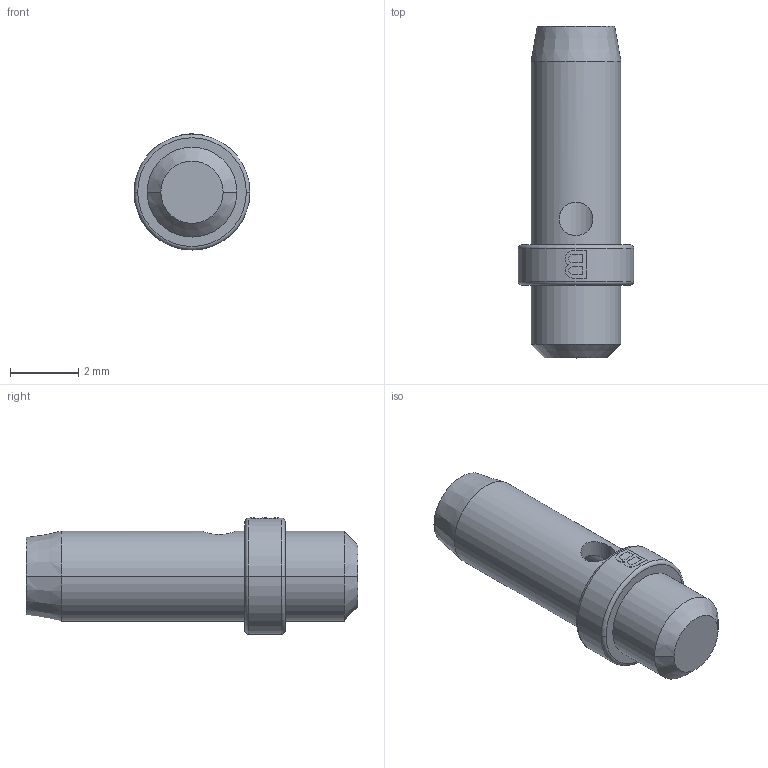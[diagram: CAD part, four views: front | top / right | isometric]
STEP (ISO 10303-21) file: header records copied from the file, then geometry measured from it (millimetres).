
FILE_DESCRIPTION((''),'2;1');
FILE_NAME('00110430002','2019-09-05T',('presta_be4'),(''),'PRO/ENGINEER BY PARAMETRIC TECHNOLOGY CORPORATION, 2014310','PRO/ENGINEER BY PARAMETRIC TECHNOLOGY CORPORATION, 2014310','');
FILE_SCHEMA(('CONFIG_CONTROL_DESIGN'));
Length unit declared in the file: millimetre
Products named in the file (1): 00110430002
Bounding box: 3.39 x 9.71 x 3.4 mm (x, y, z)
Volume: 39.8 mm3; surface area: 131.7 mm2
Topology: 1 solids, 1 shells, 68 faces, 171 edges, 109 vertices
Faces by surface type: plane 43, cylinder 13, cone 8, torus 4
Entity records: 2235 total; most frequent: CARTESIAN_POINT 644, ORIENTED_EDGE 338, DIRECTION 291, EDGE_CURVE 169, AXIS2_PLACEMENT_3D 110, VERTEX_POINT 109, EDGE_LOOP 76, VECTOR 71
